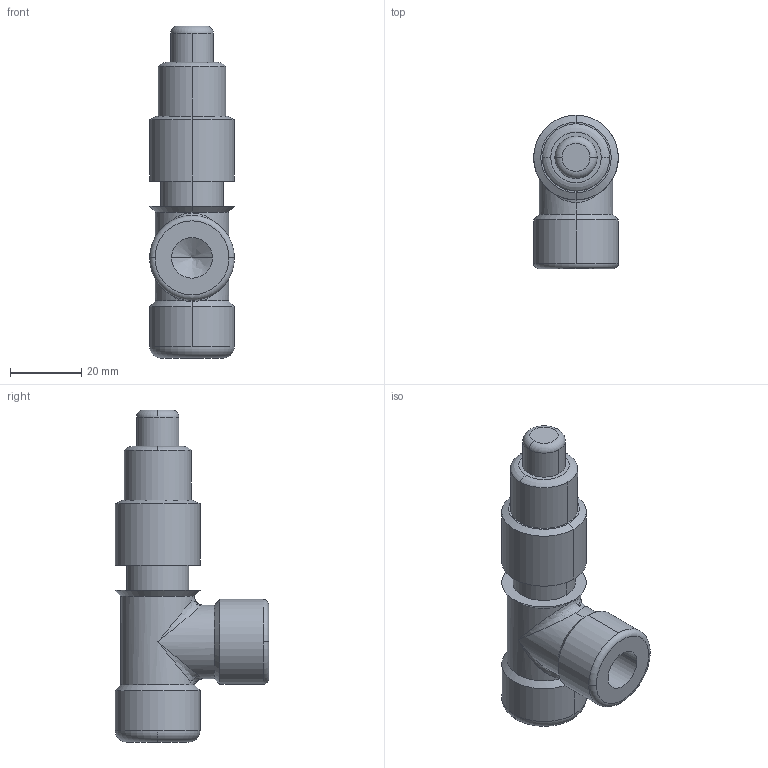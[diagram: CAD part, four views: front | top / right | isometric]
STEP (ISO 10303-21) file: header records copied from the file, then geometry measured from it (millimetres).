
FILE_DESCRIPTION(/* description */ (''),/* implementation_level */ '2;1');
FILE_NAME(/* name */ 'H7772.stp',/* time_stamp */ '2018-12-31T10:00:44-06:00',/* author */ ('kruffolo'),/* organization */ (''),/* preprocessor_version */ 'ST-DEVELOPER v15.5',/* originating_system */ 'AutoCAD Mechanical',/* authorisation */ '');
FILE_SCHEMA (('AUTOMOTIVE_DESIGN { 1 0 10303 214 3 1 1 }'));
Length unit declared in the file: inch
Products named in the file (2): H7772; Product
Bounding box: 23.88 x 43.18 x 93.47 mm (x, y, z)
Volume: 38195.5 mm3; surface area: 9573 mm2
Topology: 1 solids, 1 shells, 45 faces, 110 edges, 66 vertices
Faces by surface type: cylinder 16, torus 8, cone 8, plane 7, bspline 6
Entity records: 1680 total; most frequent: CARTESIAN_POINT 558, DIRECTION 260, ORIENTED_EDGE 208, AXIS2_PLACEMENT_3D 116, EDGE_CURVE 104, CIRCLE 66, VERTEX_POINT 66, EDGE_LOOP 50
